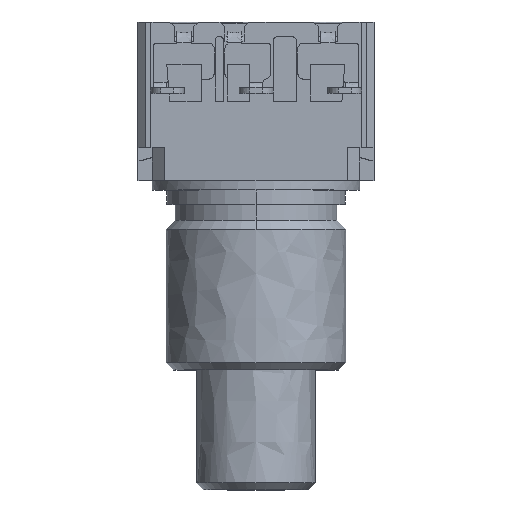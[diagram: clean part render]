
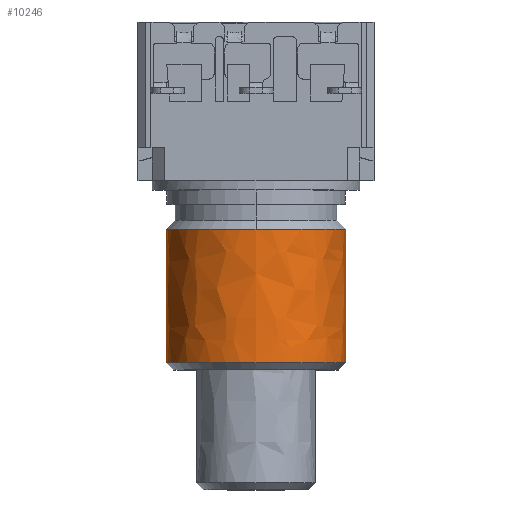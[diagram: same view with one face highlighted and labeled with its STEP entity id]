
A CAD part, top view. The second image highlights one B-rep face of the part: STEP entity #10246.
In plain terms, the highlighted free-form (B-spline) face has degree [3, 3] with [7, 4] control points.
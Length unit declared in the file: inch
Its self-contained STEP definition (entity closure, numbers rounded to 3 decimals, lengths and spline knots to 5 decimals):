
#3213=CARTESIAN_POINT('',(0.,-0.329,0.));
#3214=DIRECTION('',(0.,1.,0.));
#3215=DIRECTION('',(0.,0.,1.));
#3216=AXIS2_PLACEMENT_3D('',#3213,#3214,#3215);
#3243=CARTESIAN_POINT('',(0.,-0.329,0.));
#3244=DIRECTION('',(0.,1.,0.));
#3245=DIRECTION('',(-1.,0.,0.));
#3246=AXIS2_PLACEMENT_3D('',#3243,#3244,#3245);
#3251=DIRECTION('',(0.,-1.,0.));
#3252=VECTOR('',#3251,0.278);
#3253=CARTESIAN_POINT('',(0.1875,-0.329,0.));
#3254=LINE('',#3253,#3252);
#3258=DIRECTION('',(0.,-1.,0.));
#3259=VECTOR('',#3258,0.278);
#3260=CARTESIAN_POINT('',(-0.1875,-0.329,0.));
#3261=LINE('',#3260,#3259);
#3273=CARTESIAN_POINT('',(0.,-0.607,0.));
#3274=DIRECTION('',(0.,-1.,0.));
#3275=DIRECTION('',(1.,0.,0.));
#3276=AXIS2_PLACEMENT_3D('',#3273,#3274,#3275);
#7204=CARTESIAN_POINT('',(0.1875,-0.607,0.));
#7205=CARTESIAN_POINT('',(-0.1875,-0.607,0.));
#7206=VERTEX_POINT('',#7204);
#7207=VERTEX_POINT('',#7205);
#7233=CARTESIAN_POINT('',(-0.1875,-0.329,0.));
#7235=VERTEX_POINT('',#7233);
#7236=CARTESIAN_POINT('',(0.1875,-0.329,0.));
#7237=VERTEX_POINT('',#7236);
#7238=CARTESIAN_POINT('',(0.,-0.329,0.1875));
#7239=VERTEX_POINT('',#7238);
#10209=CARTESIAN_POINT('',(-0.18713,-0.61256,-0.01177));
#10210=CARTESIAN_POINT('',(-0.18713,-0.51619,
-0.01177));
#10211=CARTESIAN_POINT('',(-0.18713,-0.41981,
-0.01177));
#10212=CARTESIAN_POINT('',(-0.18713,-0.32344,-0.01177));
#10213=CARTESIAN_POINT('',(-0.19438,-0.61256,0.10339));
#10214=CARTESIAN_POINT('',(-0.19438,-0.51619,
0.10339));
#10215=CARTESIAN_POINT('',(-0.19438,-0.41981,
0.10339));
#10216=CARTESIAN_POINT('',(-0.19438,-0.32344,0.10339));
#10217=CARTESIAN_POINT('',(-0.11539,-0.61256,0.1875));
#10218=CARTESIAN_POINT('',(-0.11539,-0.51619,0.1875));
#10219=CARTESIAN_POINT('',(-0.11539,-0.41981,0.1875));
#10220=CARTESIAN_POINT('',(-0.11539,-0.32344,0.1875));
#10221=CARTESIAN_POINT('',(0.,-0.61256,0.1875));
#10222=CARTESIAN_POINT('',(0.,-0.51619,0.1875));
#10223=CARTESIAN_POINT('',(0.,-0.41981,0.1875));
#10224=CARTESIAN_POINT('',(0.,-0.32344,0.1875));
#10225=CARTESIAN_POINT('',(0.11539,-0.61256,0.1875));
#10226=CARTESIAN_POINT('',(0.11539,-0.51619,0.1875));
#10227=CARTESIAN_POINT('',(0.11539,-0.41981,0.1875));
#10228=CARTESIAN_POINT('',(0.11539,-0.32344,0.1875));
#10229=CARTESIAN_POINT('',(0.19438,-0.61256,0.10339));
#10230=CARTESIAN_POINT('',(0.19438,-0.51619,
0.10339));
#10231=CARTESIAN_POINT('',(0.19438,-0.41981,
0.10339));
#10232=CARTESIAN_POINT('',(0.19438,-0.32344,0.10339));
#10233=CARTESIAN_POINT('',(0.18713,-0.61256,-0.01177));
#10234=CARTESIAN_POINT('',(0.18713,-0.51619,
-0.01177));
#10235=CARTESIAN_POINT('',(0.18713,-0.41981,
-0.01177));
#10236=CARTESIAN_POINT('',(0.18713,-0.32344,-0.01177));
#10237=(BOUNDED_SURFACE()B_SPLINE_SURFACE(3,3,((#10209,#10210,#10211,#10212),(
#10213,#10214,#10215,#10216),(#10217,#10218,#10219,#10220),(#10221,#10222,
#10223,#10224),(#10225,#10226,#10227,#10228),(#10229,#10230,#10231,#10232),(
#10233,#10234,#10235,#10236)),.UNSPECIFIED.,.F.,.F.,.F.)B_SPLINE_SURFACE_WITH_KNOTS((4,3,4),(4,4),(0.,1.,2.),(0.03294,0.32206),.UNSPECIFIED.)GEOMETRIC_REPRESENTATION_ITEM()RATIONAL_B_SPLINE_SURFACE(((1.187,
1.187,1.187,1.187),(0.938,
0.938,0.938,0.938),(0.938,
0.938,0.938,0.938),(1.187,
1.187,1.187,1.187),(0.938,
0.938,0.938,0.938),(0.938,
0.938,0.938,0.938),(1.187,
1.187,1.187,1.187)))REPRESENTATION_ITEM('')SURFACE());
#10238=ORIENTED_EDGE('',*,*,#10204,.T.);
#10239=ORIENTED_EDGE('',*,*,#10120,.T.);
#10240=ORIENTED_EDGE('',*,*,#10165,.T.);
#10242=ORIENTED_EDGE('',*,*,#10241,.T.);
#10243=ORIENTED_EDGE('',*,*,#10161,.F.);
#10244=EDGE_LOOP('',(#10238,#10239,#10240,#10242,#10243));
#10245=FACE_OUTER_BOUND('',#10244,.F.);
#10246=ADVANCED_FACE('',(#10245),#10237,.T.);
#3217=CIRCLE('',#3216,0.1875);
#3247=CIRCLE('',#3246,0.1875);
#3277=CIRCLE('',#3276,0.1875);
#10120=EDGE_CURVE('',#7239,#7237,#3217,.T.);
#10161=EDGE_CURVE('',#7235,#7207,#3261,.T.);
#10165=EDGE_CURVE('',#7237,#7206,#3254,.T.);
#10204=EDGE_CURVE('',#7235,#7239,#3247,.T.);
#10241=EDGE_CURVE('',#7206,#7207,#3277,.T.);
